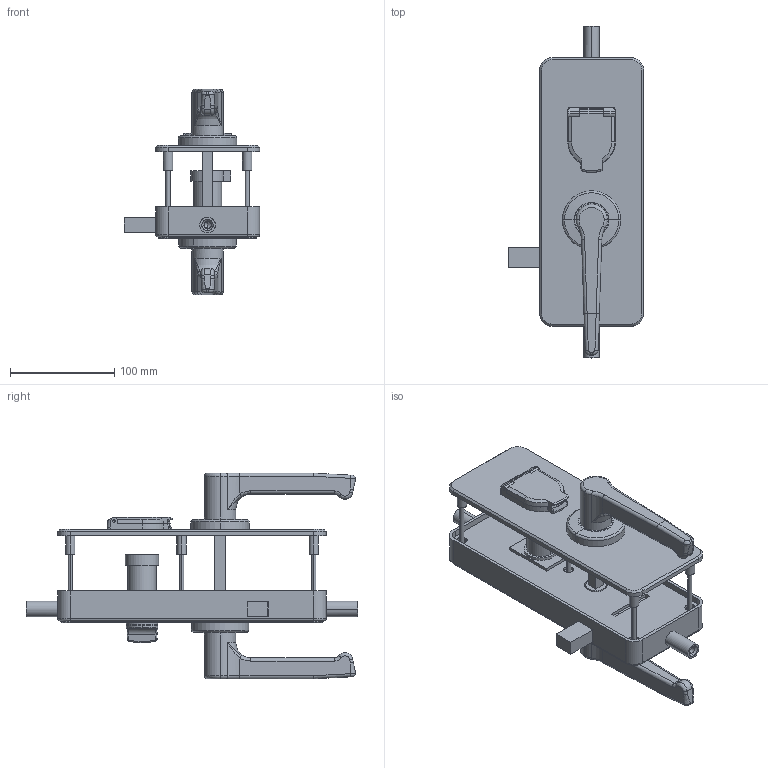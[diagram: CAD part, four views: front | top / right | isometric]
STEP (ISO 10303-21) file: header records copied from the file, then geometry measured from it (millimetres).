
FILE_DESCRIPTION (( 'STEP AP203' ), '1' );
FILE_NAME ('A-375-3A-XT-R.STEP', '2021-08-05T23:52:09', ( '' ), ( '' ), 'SwSTEP 2.0', 'SolidWorks 2018', '' );
FILE_SCHEMA (( 'CONFIG_CONTROL_DESIGN' ));
Length unit declared in the file: millimetre
Products named in the file (31): A-375-3A-XT-R_サムターン_; A-375-3A-XT-R_角芯ハブ_; A-375-3A-XT-R_ピン__スライダーカシメピン; A-375-3A-XT_錠前キャップ_; A-375-3A-XT-R_スライダー上プレート__6-2; A-375-3A-XT-R_ケース_; A-375-3A-XT_角芯ハブ_; A-375-3A-XT-R_表面パネル側_; A-375-3A-XT-R_スライダー上_; A-375-3A-XT-R_表面パネル_; A-375-3A-XT-R_スライダー下プレート__7-2; A-375-3A-XT_スライダー上ブロック_; A-375-3A-XT-R_ケース側_; A-375-3A-XT-R_デッドボルト_; A-375-3A-XT-R_ユニットカム_; A-375-3A-XT-R_錠前キャップケース_; A-375-3A-XT-R_連結角棒_; A-375-3A-XT-R_スライダー下プレート__7-1; A-375-3A-XT-R_ハンドル受座_; A-375-3A-XT-R_スライダースプリング軸_; A-375-3A-XT_スライダー下ブロック_; A-375-3A-XT-R_スライダー上プレート__6-1; A-375-3A-XT-R_ケース中パネル_; A-375-3A-XT-R_ブッシュ__サムターンブッシュ; A-375-3A-XT-R; A-375-3A-XT-R_錠前ケース_; A-375-3A-XT-R_ハンドル_; A-375-3A-XT-R_シリンダーマウント_; A-375-3A-XT-R_十字穴付皿小ねじ_内径基準ver1.03_M5x70十字穴付皿小ねじ(鉄); A-375-3A-XT-R_スライダー下_
Assembly tree (41 placements, depth 4):
  A-375-3A-XT-R
    A-375-3A-XT-R_表面パネル側_
      A-375-3A-XT-R_表面パネル_
      A-375-3A-XT-R_ハンドル_
      A-375-3A-XT-R_錠前キャップケース_
      A-375-3A-XT_錠前キャップ_
    A-375-3A-XT-R_ケース側_
      A-375-3A-XT-R_ケース_
      A-375-3A-XT-R_ハンドル受座_
      A-375-3A-XT-R_ハンドル_
      A-375-3A-XT-R_角芯ハブ_
        A-375-3A-XT_角芯ハブ_
      A-375-3A-XT-R_デッドボルト_
      A-375-3A-XT-R_スライダー上_
        A-375-3A-XT_スライダー上ブロック_
        A-375-3A-XT-R_スライダー上プレート__6-1
        A-375-3A-XT-R_スライダー上プレート__6-2
        A-375-3A-XT-R_スライダースプリング軸_
        A-375-3A-XT-R_ピン__スライダーカシメピン  x3
      A-375-3A-XT-R_スライダー下_
        A-375-3A-XT_スライダー下ブロック_
        A-375-3A-XT-R_スライダー下プレート__7-1
        A-375-3A-XT-R_スライダー下プレート__7-2
        A-375-3A-XT-R_ピン__スライダーカシメピン  x2
        A-375-3A-XT-R_スライダースプリング軸_  x2
      A-375-3A-XT-R_ケース中パネル_
      A-375-3A-XT-R_十字穴付皿小ねじ_内径基準ver1.03_M5x70十字穴付皿小ねじ(鉄)  x5
      A-375-3A-XT-R_サムターン_
        A-375-3A-XT-R_ブッシュ__サムターンブッシュ
        A-375-3A-XT-R_サムターン_
        A-375-3A-XT-R_ユニットカム_
    A-375-3A-XT-R_連結角棒_
    A-375-3A-XT-R_シリンダーマウント_
    A-375-3A-XT-R_錠前ケース_
Bounding box: 130 x 319 x 197.5 mm (x, y, z)
Volume: 682343.1 mm3; surface area: 332078.5 mm2
Topology: 36 solids, 36 shells, 1137 faces, 2820 edges, 1808 vertices
Faces by surface type: plane 503, cylinder 449, cone 105, bspline 40, torus 38, sphere 2
Entity records: 32715 total; most frequent: CARTESIAN_POINT 6653, DIRECTION 4919, ORIENTED_EDGE 4522, EDGE_CURVE 2261, AXIS2_PLACEMENT_3D 1849, VERTEX_POINT 1456, VECTOR 1221, LINE 1221
